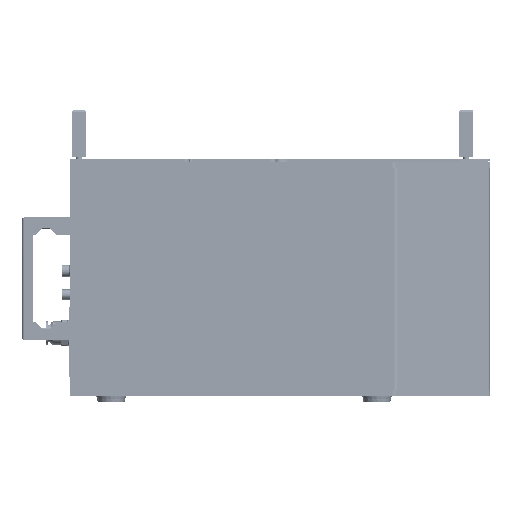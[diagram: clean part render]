
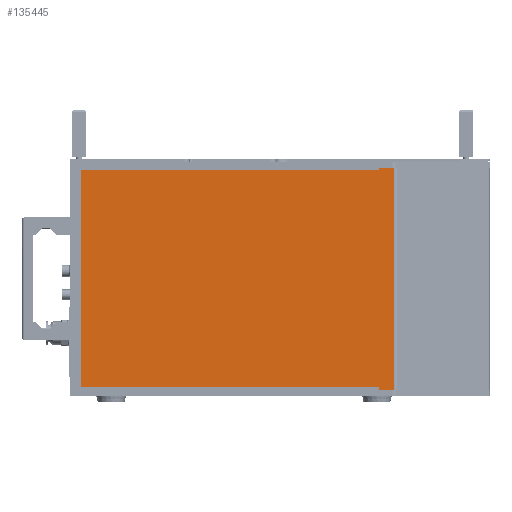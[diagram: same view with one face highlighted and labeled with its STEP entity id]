
A CAD part, front view. The second image highlights one B-rep face of the part: STEP entity #135445.
In plain terms, the highlighted face is planar.
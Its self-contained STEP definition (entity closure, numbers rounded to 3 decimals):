
#3756=VECTOR('',#80174,1.);
#3757=VECTOR('',#80177,1.);
#3760=VECTOR('',#80182,1.);
#3761=VECTOR('',#80183,1.);
#8758=LINE('',#107313,#3756);
#8759=LINE('',#107316,#3757);
#8762=LINE('',#107322,#3760);
#8763=LINE('',#107323,#3761);
#23768=ORIENTED_EDGE('',*,*,#50820,.F.);
#23769=ORIENTED_EDGE('',*,*,#50819,.F.);
#23770=ORIENTED_EDGE('',*,*,#50823,.T.);
#23771=ORIENTED_EDGE('',*,*,#50824,.T.);
#42449=VERTEX_POINT('',#107274);
#42468=VERTEX_POINT('',#107311);
#42469=VERTEX_POINT('',#107315);
#42471=VERTEX_POINT('',#107321);
#50819=EDGE_CURVE('',#42468,#42449,#8758,.T.);
#50820=EDGE_CURVE('',#42449,#42469,#8759,.T.);
#50823=EDGE_CURVE('',#42468,#42471,#8762,.T.);
#50824=EDGE_CURVE('',#42471,#42469,#8763,.T.);
#59774=EDGE_LOOP('',(#23768,#23769,#23770,#23771));
#66092=FACE_BOUND('',#59774,.T.);
#80174=DIRECTION('',(265.756,0.,0.));
#80177=DIRECTION('',(0.,186.5,0.));
#80180=DIRECTION('',(0.,0.,-1.));
#80181=DIRECTION('',(0.,1.,0.));
#80182=DIRECTION('',(0.,186.5,0.));
#80183=DIRECTION('',(265.756,0.,0.));
#107274=CARTESIAN_POINT('',(133.81,-93.25,-236.496));
#107311=CARTESIAN_POINT('',(-131.946,-93.25,-236.496));
#107313=CARTESIAN_POINT('',(-131.946,-93.25,-236.496));
#107315=CARTESIAN_POINT('',(133.81,93.25,-236.496));
#107316=CARTESIAN_POINT('',(133.81,-93.25,-236.496));
#107320=CARTESIAN_POINT('',(-131.946,-93.25,-236.496));
#107321=CARTESIAN_POINT('',(-131.946,93.25,-236.496));
#107322=CARTESIAN_POINT('',(-131.946,-93.25,-236.496));
#107323=CARTESIAN_POINT('',(-131.946,93.25,-236.496));
#126638=AXIS2_PLACEMENT_3D('',#107320,#80180,#80181);
#131974=PLANE('',#126638);
#135445=ADVANCED_FACE('',(#66092),#131974,.T.);
